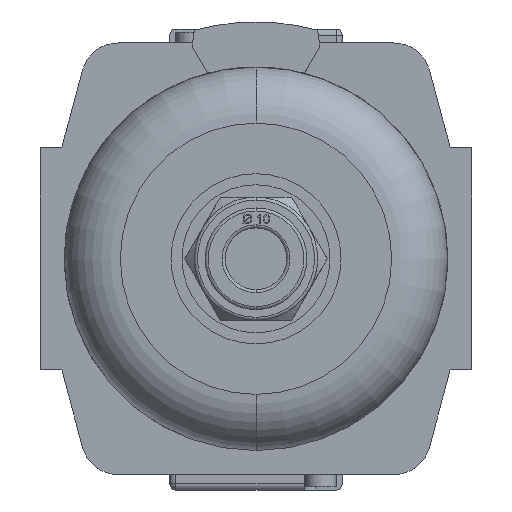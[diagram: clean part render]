
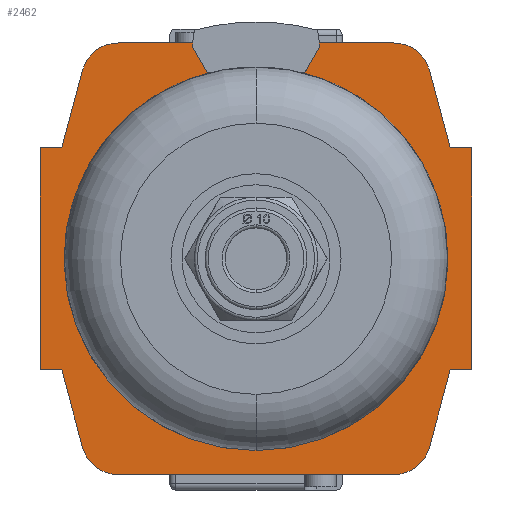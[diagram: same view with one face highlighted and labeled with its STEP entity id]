
A CAD part, front view. The second image highlights one B-rep face of the part: STEP entity #2462.
In plain terms, the highlighted planar face has unit normal (0, -1, 0).
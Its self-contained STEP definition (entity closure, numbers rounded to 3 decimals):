
#109 = VECTOR ( 'NONE', #7009, 1000. ) ;
#132 = DIRECTION ( 'NONE',  ( 1., 0., 0. ) ) ;
#195 = DIRECTION ( 'NONE',  ( 0.259, 0., 0.966 ) ) ;
#225 = CIRCLE ( 'NONE', #6504, 6. ) ;
#282 = CARTESIAN_POINT ( 'NONE',  ( -31.505, -41.3, -18. ) ) ;
#337 = EDGE_CURVE ( 'NONE', #4959, #5140, #5437, .T. ) ;
#383 = ORIENTED_EDGE ( 'NONE', *, *, #1174, .F. ) ;
#637 = CARTESIAN_POINT ( 'NONE',  ( 35., -41.3, -18. ) ) ;
#666 = LINE ( 'NONE', #9509, #5403 ) ;
#772 = LINE ( 'NONE', #7206, #7995 ) ;
#904 = DIRECTION ( 'NONE',  ( 0., 0., 1. ) ) ;
#905 = ORIENTED_EDGE ( 'NONE', *, *, #6232, .F. ) ;
#978 = FACE_OUTER_BOUND ( 'NONE', #6477, .T. ) ;
#1007 = CARTESIAN_POINT ( 'NONE',  ( 31.505, -41.3, 18. ) ) ;
#1174 = EDGE_CURVE ( 'NONE', #9336, #1638, #7796, .T. ) ;
#1190 = EDGE_CURVE ( 'NONE', #8520, #6022, #5895, .T. ) ;
#1262 = LINE ( 'NONE', #637, #5745 ) ;
#1356 = ORIENTED_EDGE ( 'NONE', *, *, #337, .F. ) ;
#1371 = EDGE_CURVE ( 'NONE', #5033, #9561, #1262, .T. ) ;
#1419 = AXIS2_PLACEMENT_3D ( 'NONE', #10170, #3940, #7525 ) ;
#1456 = VECTOR ( 'NONE', #8160, 1000. ) ;
#1638 = VERTEX_POINT ( 'NONE', #5303 ) ;
#1679 = AXIS2_PLACEMENT_3D ( 'NONE', #3494, #7987, #8173 ) ;
#1710 = DIRECTION ( 'NONE',  ( 0., 0., -1. ) ) ;
#1839 = ORIENTED_EDGE ( 'NONE', *, *, #8240, .F. ) ;
#2004 = CARTESIAN_POINT ( 'NONE',  ( -35., -41.3, 18. ) ) ;
#2210 = CARTESIAN_POINT ( 'NONE',  ( 22.346, -41.3, -35. ) ) ;
#2423 = VERTEX_POINT ( 'NONE', #3604 ) ;
#2462 = ADVANCED_FACE ( 'NONE', ( #978 ), #4059, .T. ) ;
#2558 = AXIS2_PLACEMENT_3D ( 'NONE', #11429, #8490, #3676 ) ;
#2607 = EDGE_CURVE ( 'NONE', #3421, #9286, #9201, .T. ) ;
#2673 = CARTESIAN_POINT ( 'NONE',  ( 26.95, -41.3, -35. ) ) ;
#2769 = VECTOR ( 'NONE', #11203, 1000. ) ;
#2917 = LINE ( 'NONE', #6198, #5131 ) ;
#3037 = CARTESIAN_POINT ( 'NONE',  ( 22.346, -41.3, 29. ) ) ;
#3088 = VECTOR ( 'NONE', #6813, 1000. ) ;
#3108 = LINE ( 'NONE', #5629, #10310 ) ;
#3130 = VERTEX_POINT ( 'NONE', #9928 ) ;
#3147 = CARTESIAN_POINT ( 'NONE',  ( -26.95, -41.3, 35. ) ) ;
#3256 = CARTESIAN_POINT ( 'NONE',  ( 35., -41.3, -18. ) ) ;
#3421 = VERTEX_POINT ( 'NONE', #4807 ) ;
#3478 = ORIENTED_EDGE ( 'NONE', *, *, #11932, .F. ) ;
#3494 = CARTESIAN_POINT ( 'NONE',  ( -41.151, -41.3, 18. ) ) ;
#3573 = CARTESIAN_POINT ( 'NONE',  ( 31.505, -41.3, -18. ) ) ;
#3604 = CARTESIAN_POINT ( 'NONE',  ( -35., -41.3, -18. ) ) ;
#3676 = DIRECTION ( 'NONE',  ( 0., 0., -1. ) ) ;
#3794 = VECTOR ( 'NONE', #904, 1000. ) ;
#3853 = LINE ( 'NONE', #3147, #8830 ) ;
#3862 = DIRECTION ( 'NONE',  ( 0.259, 0., -0.966 ) ) ;
#3940 = DIRECTION ( 'NONE',  ( 0., -1., 0. ) ) ;
#4059 = PLANE ( 'NONE',  #1679 ) ;
#4068 = EDGE_CURVE ( 'NONE', #9286, #5033, #10264, .T. ) ;
#4136 = CARTESIAN_POINT ( 'NONE',  ( 35., -41.3, 18. ) ) ;
#4415 = ORIENTED_EDGE ( 'NONE', *, *, #11858, .F. ) ;
#4423 = ORIENTED_EDGE ( 'NONE', *, *, #4860, .T. ) ;
#4641 = EDGE_CURVE ( 'NONE', #9492, #5140, #6424, .T. ) ;
#4807 = CARTESIAN_POINT ( 'NONE',  ( 28.142, -41.3, 30.553 ) ) ;
#4860 = EDGE_CURVE ( 'NONE', #3421, #6858, #225, .T. ) ;
#4959 = VERTEX_POINT ( 'NONE', #3573 ) ;
#4963 = DIRECTION ( 'NONE',  ( 0., -1., 0. ) ) ;
#5033 = VERTEX_POINT ( 'NONE', #4136 ) ;
#5131 = VECTOR ( 'NONE', #7148, 1000. ) ;
#5140 = VERTEX_POINT ( 'NONE', #6087 ) ;
#5226 = CARTESIAN_POINT ( 'NONE',  ( -22.346, -41.3, -29. ) ) ;
#5285 = ORIENTED_EDGE ( 'NONE', *, *, #6812, .F. ) ;
#5303 = CARTESIAN_POINT ( 'NONE',  ( -31.505, -41.3, 18. ) ) ;
#5403 = VECTOR ( 'NONE', #132, 1000. ) ;
#5437 = LINE ( 'NONE', #10346, #3088 ) ;
#5629 = CARTESIAN_POINT ( 'NONE',  ( -31.505, -41.3, -18. ) ) ;
#5642 = CARTESIAN_POINT ( 'NONE',  ( 31.505, -41.3, 18. ) ) ;
#5745 = VECTOR ( 'NONE', #10323, 1000. ) ;
#5895 = CIRCLE ( 'NONE', #6503, 6. ) ;
#6022 = VERTEX_POINT ( 'NONE', #9567 ) ;
#6026 = CARTESIAN_POINT ( 'NONE',  ( 26.95, -41.3, 35. ) ) ;
#6087 = CARTESIAN_POINT ( 'NONE',  ( 28.142, -41.3, -30.553 ) ) ;
#6125 = EDGE_CURVE ( 'NONE', #3130, #7593, #9458, .T. ) ;
#6198 = CARTESIAN_POINT ( 'NONE',  ( -26.95, -41.3, -35. ) ) ;
#6232 = EDGE_CURVE ( 'NONE', #9561, #4959, #772, .T. ) ;
#6295 = DIRECTION ( 'NONE',  ( 0., -1., 0. ) ) ;
#6424 = CIRCLE ( 'NONE', #1419, 6. ) ;
#6477 = EDGE_LOOP ( 'NONE', ( #3478, #11857, #5285, #383, #4415, #11523, #1839, #6545, #10900, #11663, #1356, #905, #10683, #9829, #9634, #4423 ) ) ;
#6503 = AXIS2_PLACEMENT_3D ( 'NONE', #5226, #4963, #1710 ) ;
#6504 = AXIS2_PLACEMENT_3D ( 'NONE', #3037, #6295, #11577 ) ;
#6545 = ORIENTED_EDGE ( 'NONE', *, *, #1190, .T. ) ;
#6560 = CARTESIAN_POINT ( 'NONE',  ( -35., -41.3, -18. ) ) ;
#6578 = LINE ( 'NONE', #6560, #3794 ) ;
#6679 = EDGE_CURVE ( 'NONE', #9492, #6022, #8704, .T. ) ;
#6812 = EDGE_CURVE ( 'NONE', #1638, #7593, #3853, .T. ) ;
#6813 = DIRECTION ( 'NONE',  ( -0.259, 0., -0.966 ) ) ;
#6858 = VERTEX_POINT ( 'NONE', #9465 ) ;
#7009 = DIRECTION ( 'NONE',  ( 1., 0., 0. ) ) ;
#7148 = DIRECTION ( 'NONE',  ( -0.259, 0., 0.966 ) ) ;
#7206 = CARTESIAN_POINT ( 'NONE',  ( 31.505, -41.3, -18. ) ) ;
#7525 = DIRECTION ( 'NONE',  ( 0., 0., -1. ) ) ;
#7535 = CARTESIAN_POINT ( 'NONE',  ( -28.142, -41.3, -30.553 ) ) ;
#7593 = VERTEX_POINT ( 'NONE', #9981 ) ;
#7796 = LINE ( 'NONE', #10794, #109 ) ;
#7987 = DIRECTION ( 'NONE',  ( 0., -1., 0. ) ) ;
#7995 = VECTOR ( 'NONE', #12121, 1000. ) ;
#8160 = DIRECTION ( 'NONE',  ( -1., 0., 0. ) ) ;
#8173 = DIRECTION ( 'NONE',  ( 0., 0., -1. ) ) ;
#8209 = VECTOR ( 'NONE', #3862, 1000. ) ;
#8240 = EDGE_CURVE ( 'NONE', #8520, #12035, #2917, .T. ) ;
#8490 = DIRECTION ( 'NONE',  ( 0., -1., 0. ) ) ;
#8520 = VERTEX_POINT ( 'NONE', #7535 ) ;
#8704 = LINE ( 'NONE', #2673, #1456 ) ;
#8830 = VECTOR ( 'NONE', #195, 1000. ) ;
#9201 = LINE ( 'NONE', #6026, #8209 ) ;
#9286 = VERTEX_POINT ( 'NONE', #1007 ) ;
#9336 = VERTEX_POINT ( 'NONE', #2004 ) ;
#9458 = CIRCLE ( 'NONE', #2558, 6. ) ;
#9465 = CARTESIAN_POINT ( 'NONE',  ( 22.346, -41.3, 35. ) ) ;
#9492 = VERTEX_POINT ( 'NONE', #2210 ) ;
#9509 = CARTESIAN_POINT ( 'NONE',  ( 26.95, -41.3, 35. ) ) ;
#9561 = VERTEX_POINT ( 'NONE', #3256 ) ;
#9567 = CARTESIAN_POINT ( 'NONE',  ( -22.346, -41.3, -35. ) ) ;
#9634 = ORIENTED_EDGE ( 'NONE', *, *, #2607, .F. ) ;
#9829 = ORIENTED_EDGE ( 'NONE', *, *, #4068, .F. ) ;
#9928 = CARTESIAN_POINT ( 'NONE',  ( -22.346, -41.3, 35. ) ) ;
#9981 = CARTESIAN_POINT ( 'NONE',  ( -28.142, -41.3, 30.553 ) ) ;
#10170 = CARTESIAN_POINT ( 'NONE',  ( 22.346, -41.3, -29. ) ) ;
#10218 = EDGE_CURVE ( 'NONE', #12035, #2423, #3108, .T. ) ;
#10264 = LINE ( 'NONE', #5642, #2769 ) ;
#10310 = VECTOR ( 'NONE', #12167, 1000. ) ;
#10323 = DIRECTION ( 'NONE',  ( 0., 0., -1. ) ) ;
#10346 = CARTESIAN_POINT ( 'NONE',  ( 26.95, -41.3, -35. ) ) ;
#10683 = ORIENTED_EDGE ( 'NONE', *, *, #1371, .F. ) ;
#10794 = CARTESIAN_POINT ( 'NONE',  ( -31.505, -41.3, 18. ) ) ;
#10900 = ORIENTED_EDGE ( 'NONE', *, *, #6679, .F. ) ;
#11203 = DIRECTION ( 'NONE',  ( 1., 0., 0. ) ) ;
#11429 = CARTESIAN_POINT ( 'NONE',  ( -22.346, -41.3, 29. ) ) ;
#11523 = ORIENTED_EDGE ( 'NONE', *, *, #10218, .F. ) ;
#11577 = DIRECTION ( 'NONE',  ( 0., 0., -1. ) ) ;
#11663 = ORIENTED_EDGE ( 'NONE', *, *, #4641, .T. ) ;
#11857 = ORIENTED_EDGE ( 'NONE', *, *, #6125, .T. ) ;
#11858 = EDGE_CURVE ( 'NONE', #2423, #9336, #6578, .T. ) ;
#11932 = EDGE_CURVE ( 'NONE', #3130, #6858, #666, .T. ) ;
#12035 = VERTEX_POINT ( 'NONE', #282 ) ;
#12121 = DIRECTION ( 'NONE',  ( -1., 0., 0. ) ) ;
#12167 = DIRECTION ( 'NONE',  ( -1., 0., 0. ) ) ;
